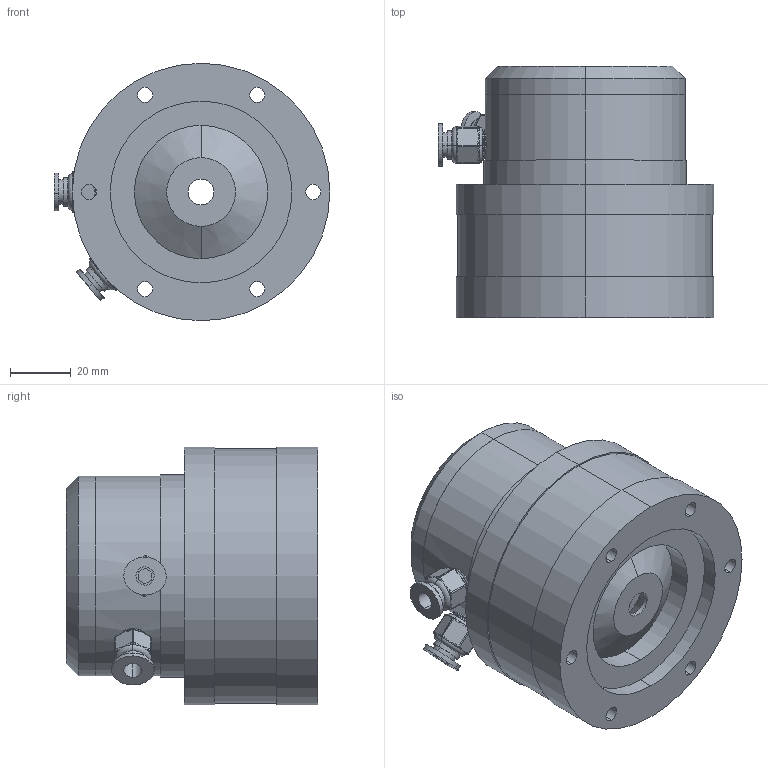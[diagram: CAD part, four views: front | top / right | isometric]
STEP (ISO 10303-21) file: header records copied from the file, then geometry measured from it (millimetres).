
FILE_DESCRIPTION (( 'STEP AP214' ), '1' );
FILE_NAME ('JAC-T8.STEP', '2023-09-05T06:14:26', ( '' ), ( '' ), 'SwSTEP 2.0', 'SolidWorks 2023', '' );
FILE_SCHEMA (( 'AUTOMOTIVE_DESIGN' ));
Length unit declared in the file: millimetre
Products named in the file (3): JAC-T8; JAC-T8 本体; M10 气嘴
Assembly tree (3 placements, depth 2):
  JAC-T8
    JAC-T8 本体
    M10 气嘴  x2
Bounding box: 91 x 83 x 85 mm (x, y, z)
Volume: 346131.9 mm3; surface area: 50818.9 mm2
Topology: 4 solids, 8 shells, 429 faces, 1002 edges, 564 vertices
Faces by surface type: cylinder 188, plane 131, bspline 60, sphere 28, torus 12, cone 10
Entity records: 12032 total; most frequent: CARTESIAN_POINT 3586, DIRECTION 1456, ORIENTED_EDGE 1300, EDGE_CURVE 650, AXIS2_PLACEMENT_3D 591, VERTEX_POINT 400, EDGE_LOOP 354, CIRCLE 315
